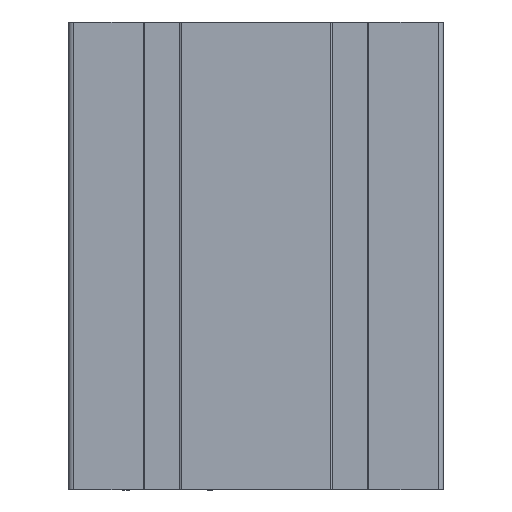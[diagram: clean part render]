
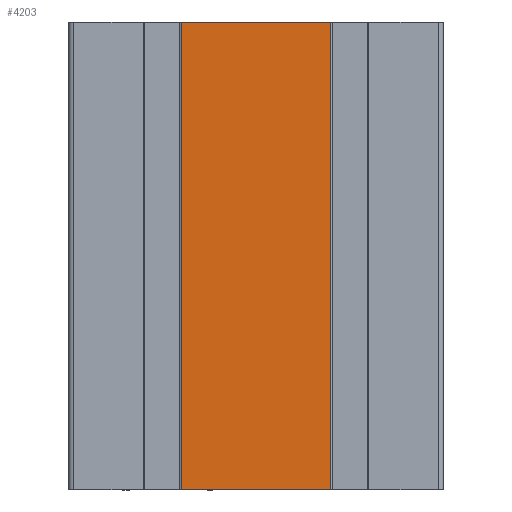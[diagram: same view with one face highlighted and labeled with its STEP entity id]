
A CAD part, left-side view. The second image highlights one B-rep face of the part: STEP entity #4203.
In plain terms, the highlighted planar face has unit normal (-1, 0, 0).
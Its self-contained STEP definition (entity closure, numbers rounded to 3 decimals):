
#5 = CARTESIAN_POINT ( 'NONE',  ( 7971.062, 3392.598, 100. ) ) ;
#32 = EDGE_LOOP ( 'NONE', ( #13052, #11363, #1328, #1660 ) ) ;
#1034 = VECTOR ( 'NONE', #13202, 1000. ) ;
#1272 = VECTOR ( 'NONE', #3227, 1000. ) ;
#1328 = ORIENTED_EDGE ( 'NONE', *, *, #5266, .F. ) ;
#1369 = LINE ( 'NONE', #8147, #1034 ) ;
#1660 = ORIENTED_EDGE ( 'NONE', *, *, #3410, .T. ) ;
#2755 = FACE_OUTER_BOUND ( 'NONE', #32, .T. ) ;
#3056 = CARTESIAN_POINT ( 'NONE',  ( 7971.062, 3424.498, 100. ) ) ;
#3227 = DIRECTION ( 'NONE',  ( 0., 0., 1. ) ) ;
#3410 = EDGE_CURVE ( 'NONE', #9736, #10047, #1369, .T. ) ;
#3543 = CARTESIAN_POINT ( 'NONE',  ( 7971.062, 3424.498, 100. ) ) ;
#3751 = LINE ( 'NONE', #3543, #6706 ) ;
#3802 = PLANE ( 'NONE',  #7219 ) ;
#4203 = ADVANCED_FACE ( 'NONE', ( #2755 ), #3802, .F. ) ;
#4909 = CARTESIAN_POINT ( 'NONE',  ( 7971.062, 3424.498, 100. ) ) ;
#5266 = EDGE_CURVE ( 'NONE', #9736, #9254, #3751, .T. ) ;
#6022 = DIRECTION ( 'NONE',  ( 1., 0., 0. ) ) ;
#6706 = VECTOR ( 'NONE', #10991, 1000. ) ;
#7219 = AXIS2_PLACEMENT_3D ( 'NONE', #4909, #6022, #13229 ) ;
#7456 = CARTESIAN_POINT ( 'NONE',  ( 7971.062, 3392.598, 100. ) ) ;
#8147 = CARTESIAN_POINT ( 'NONE',  ( 7971.062, 3424.498, 0. ) ) ;
#8922 = CARTESIAN_POINT ( 'NONE',  ( 7971.062, 3424.498, 0. ) ) ;
#9228 = VERTEX_POINT ( 'NONE', #7456 ) ;
#9254 = VERTEX_POINT ( 'NONE', #3056 ) ;
#9408 = LINE ( 'NONE', #11387, #12093 ) ;
#9736 = VERTEX_POINT ( 'NONE', #8922 ) ;
#10047 = VERTEX_POINT ( 'NONE', #11318 ) ;
#10189 = LINE ( 'NONE', #5, #1272 ) ;
#10851 = EDGE_CURVE ( 'NONE', #9254, #9228, #9408, .T. ) ;
#10991 = DIRECTION ( 'NONE',  ( 0., 0., 1. ) ) ;
#11078 = EDGE_CURVE ( 'NONE', #10047, #9228, #10189, .T. ) ;
#11318 = CARTESIAN_POINT ( 'NONE',  ( 7971.062, 3392.598, 0. ) ) ;
#11363 = ORIENTED_EDGE ( 'NONE', *, *, #10851, .F. ) ;
#11387 = CARTESIAN_POINT ( 'NONE',  ( 7971.062, 3369.548, 100. ) ) ;
#12093 = VECTOR ( 'NONE', #13374, 1000. ) ;
#13052 = ORIENTED_EDGE ( 'NONE', *, *, #11078, .T. ) ;
#13202 = DIRECTION ( 'NONE',  ( 0., -1., 0. ) ) ;
#13229 = DIRECTION ( 'NONE',  ( 0., 0., -1. ) ) ;
#13374 = DIRECTION ( 'NONE',  ( 0., -1., 0. ) ) ;
